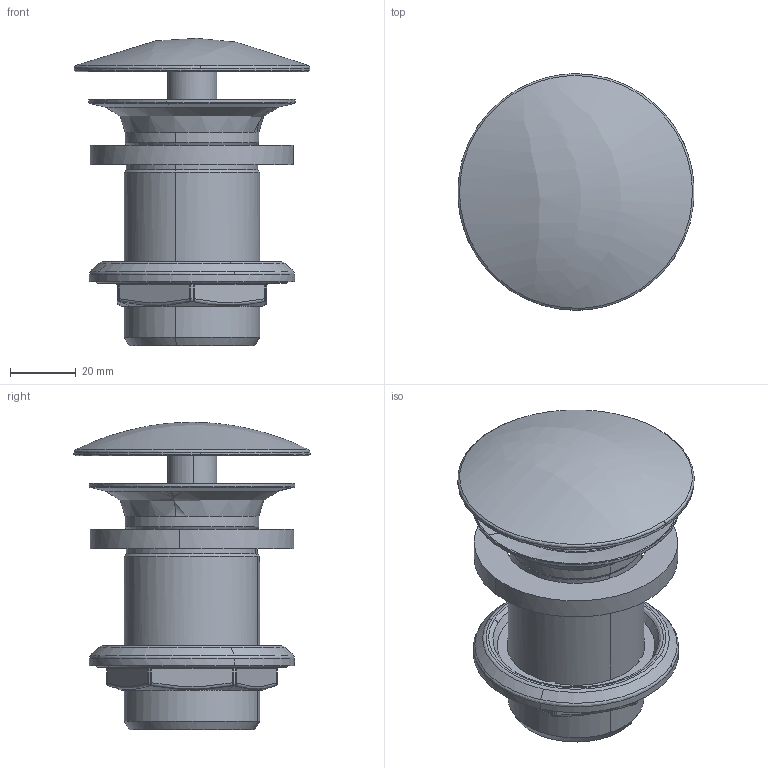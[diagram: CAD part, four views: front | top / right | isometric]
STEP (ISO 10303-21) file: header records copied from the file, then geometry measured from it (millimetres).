
FILE_DESCRIPTION(/* description */ (''),/* implementation_level */ '2;1');
FILE_NAME(/* name */ '06AB08070000CR',/* time_stamp */ '2023-07-17T07:36:22+02:00',/* author */ (''),/* organization */ (''),/* preprocessor_version */ 'ST-DEVELOPER v15',/* originating_system */ '',/* authorisation */ '');
FILE_SCHEMA (('AUTOMOTIVE_DESIGN'));
Length unit declared in the file: millimetre
Products named in the file (1): Document
Bounding box: 71.82 x 72 x 93.53 mm (x, y, z)
Volume: 53586.7 mm3; surface area: 49954.1 mm2
Topology: 4 solids, 5 shells, 263 faces, 645 edges, 380 vertices
Faces by surface type: bspline 230, plane 33
Entity records: 11000 total; most frequent: CARTESIAN_POINT 7480, ORIENTED_EDGE 1250, EDGE_CURVE 631, VERTEX_POINT 380, EDGE_LOOP 287, ADVANCED_FACE 263, FACE_OUTER_BOUND 263, B_SPLINE_CURVE_WITH_KNOTS 257
